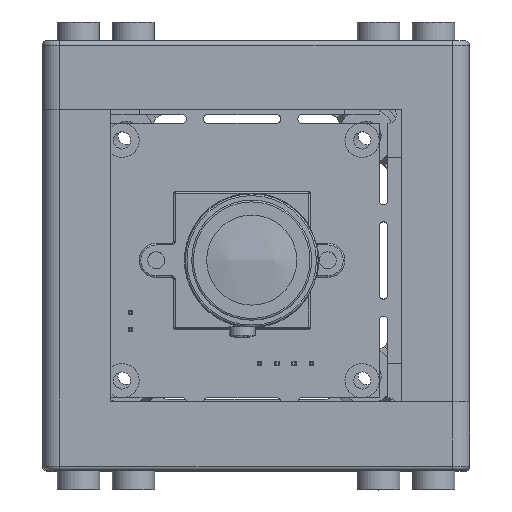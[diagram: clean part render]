
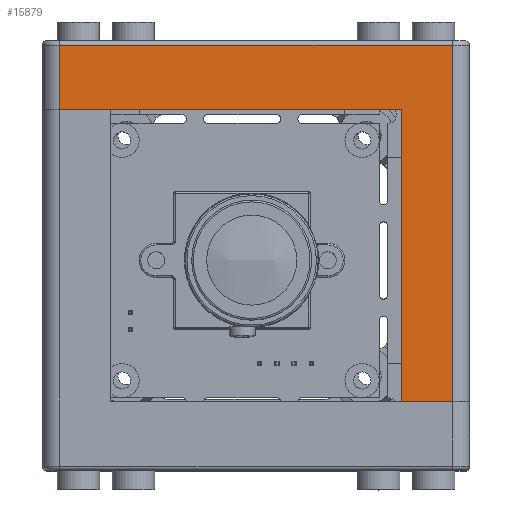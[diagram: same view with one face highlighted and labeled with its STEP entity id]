
A CAD part, top view. The second image highlights one B-rep face of the part: STEP entity #15879.
In plain terms, the highlighted face is planar.
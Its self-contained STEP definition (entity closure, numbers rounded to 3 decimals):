
#991=PLANE('',#17300);
#1940=FACE_OUTER_BOUND('',#2881,.T.);
#2881=EDGE_LOOP('',(#14223,#14224,#14225,#14226,#14227,#14228));
#4464=LINE('',#26884,#6110);
#4466=LINE('',#26887,#6112);
#4468=LINE('',#26893,#6114);
#4475=LINE('',#26906,#6121);
#4494=LINE('',#26942,#6140);
#4525=LINE('',#27014,#6171);
#6110=VECTOR('',#21198,10.);
#6112=VECTOR('',#21202,10.);
#6114=VECTOR('',#21208,10.);
#6121=VECTOR('',#21219,10.);
#6140=VECTOR('',#21242,10.);
#6171=VECTOR('',#21329,10.);
#7902=VERTEX_POINT('',#26840);
#7904=VERTEX_POINT('',#26847);
#7914=VERTEX_POINT('',#26882);
#7915=VERTEX_POINT('',#26889);
#7920=VERTEX_POINT('',#26904);
#7935=VERTEX_POINT('',#26941);
#10026=EDGE_CURVE('',#7914,#7904,#4464,.T.);
#10028=EDGE_CURVE('',#7904,#7902,#4466,.T.);
#10031=EDGE_CURVE('',#7902,#7915,#4468,.T.);
#10038=EDGE_CURVE('',#7920,#7914,#4475,.T.);
#10057=EDGE_CURVE('',#7915,#7935,#4494,.T.);
#10092=EDGE_CURVE('',#7920,#7935,#4525,.T.);
#14223=ORIENTED_EDGE('',*,*,#10026,.F.);
#14224=ORIENTED_EDGE('',*,*,#10038,.F.);
#14225=ORIENTED_EDGE('',*,*,#10092,.T.);
#14226=ORIENTED_EDGE('',*,*,#10057,.F.);
#14227=ORIENTED_EDGE('',*,*,#10031,.F.);
#14228=ORIENTED_EDGE('',*,*,#10028,.F.);
#15879=ADVANCED_FACE('',(#1940),#991,.T.);
#17300=AXIS2_PLACEMENT_3D('',#27022,#21342,#21343);
#21198=DIRECTION('',(0.,0.,-1.));
#21202=DIRECTION('',(0.,1.,0.));
#21208=DIRECTION('',(0.,0.,1.));
#21219=DIRECTION('',(0.,-1.,0.));
#21242=DIRECTION('',(0.,-1.,0.));
#21329=DIRECTION('',(0.,0.,1.));
#21342=DIRECTION('center_axis',(-1.,0.,0.));
#21343=DIRECTION('ref_axis',(0.,-1.,0.));
#26840=CARTESIAN_POINT('',(-24.9,22.9,0.5));
#26847=CARTESIAN_POINT('',(-24.9,-22.9,0.5));
#26882=CARTESIAN_POINT('',(-24.9,-22.9,8.));
#26884=CARTESIAN_POINT('',(-24.9,-22.9,0.));
#26887=CARTESIAN_POINT('',(-24.9,12.45,0.5));
#26889=CARTESIAN_POINT('',(-24.9,22.9,42.1));
#26893=CARTESIAN_POINT('',(-24.9,22.9,0.));
#26904=CARTESIAN_POINT('',(-24.9,17.02,8.));
#26906=CARTESIAN_POINT('',(-24.9,-24.9,8.));
#26941=CARTESIAN_POINT('',(-24.9,17.02,42.1));
#26942=CARTESIAN_POINT('',(-24.9,24.9,42.1));
#27014=CARTESIAN_POINT('',(-24.9,17.02,8.));
#27022=CARTESIAN_POINT('Origin',(-24.9,24.9,0.));
